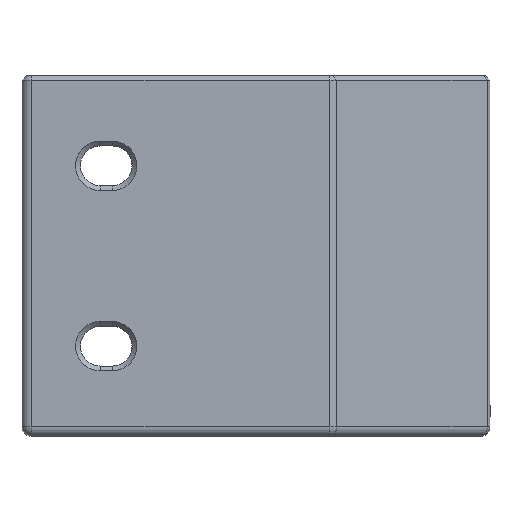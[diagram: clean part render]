
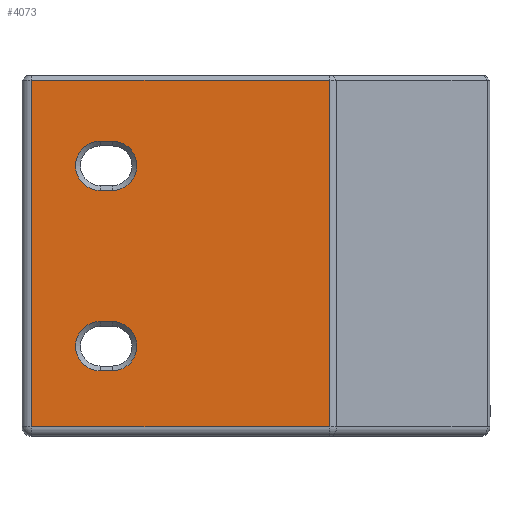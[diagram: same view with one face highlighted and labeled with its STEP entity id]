
A CAD part, left-side view. The second image highlights one B-rep face of the part: STEP entity #4073.
In plain terms, the highlighted planar face has unit normal (-1, 0, 0).
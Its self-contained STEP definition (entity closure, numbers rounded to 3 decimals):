
#46=FACE_BOUND('',#675,.T.);
#47=FACE_BOUND('',#676,.T.);
#205=CIRCLE('',#4426,2.05);
#207=CIRCLE('',#4430,2.05);
#210=CIRCLE('',#4437,2.05);
#211=CIRCLE('',#4438,2.05);
#425=FACE_OUTER_BOUND('',#674,.T.);
#674=EDGE_LOOP('',(#3274,#3275,#3276,#3277));
#675=EDGE_LOOP('',(#3278,#3279,#3280,#3281));
#676=EDGE_LOOP('',(#3282,#3283,#3284,#3285));
#1041=LINE('',#6539,#1471);
#1044=LINE('',#6548,#1474);
#1050=LINE('',#6563,#1480);
#1051=LINE('',#6565,#1481);
#1052=LINE('',#6567,#1482);
#1053=LINE('',#6568,#1483);
#1054=LINE('',#6573,#1484);
#1055=LINE('',#6576,#1485);
#1471=VECTOR('',#5294,10.);
#1474=VECTOR('',#5305,10.);
#1480=VECTOR('',#5319,10.);
#1481=VECTOR('',#5320,10.);
#1482=VECTOR('',#5321,10.);
#1483=VECTOR('',#5322,10.);
#1484=VECTOR('',#5325,10.);
#1485=VECTOR('',#5328,10.);
#1869=VERTEX_POINT('',#6528);
#1870=VERTEX_POINT('',#6530);
#1873=VERTEX_POINT('',#6537);
#1875=VERTEX_POINT('',#6543);
#1879=VERTEX_POINT('',#6561);
#1880=VERTEX_POINT('',#6562);
#1881=VERTEX_POINT('',#6564);
#1882=VERTEX_POINT('',#6566);
#1883=VERTEX_POINT('',#6569);
#1884=VERTEX_POINT('',#6570);
#1885=VERTEX_POINT('',#6572);
#1886=VERTEX_POINT('',#6574);
#2346=EDGE_CURVE('',#1869,#1870,#205,.T.);
#2350=EDGE_CURVE('',#1873,#1869,#1041,.T.);
#2353=EDGE_CURVE('',#1875,#1873,#207,.T.);
#2355=EDGE_CURVE('',#1870,#1875,#1044,.T.);
#2362=EDGE_CURVE('',#1879,#1880,#1050,.T.);
#2363=EDGE_CURVE('',#1881,#1879,#1051,.T.);
#2364=EDGE_CURVE('',#1882,#1881,#1052,.T.);
#2365=EDGE_CURVE('',#1880,#1882,#1053,.T.);
#2366=EDGE_CURVE('',#1883,#1884,#210,.T.);
#2367=EDGE_CURVE('',#1885,#1883,#1054,.T.);
#2368=EDGE_CURVE('',#1886,#1885,#211,.T.);
#2369=EDGE_CURVE('',#1884,#1886,#1055,.T.);
#3274=ORIENTED_EDGE('',*,*,#2362,.F.);
#3275=ORIENTED_EDGE('',*,*,#2363,.F.);
#3276=ORIENTED_EDGE('',*,*,#2364,.F.);
#3277=ORIENTED_EDGE('',*,*,#2365,.F.);
#3278=ORIENTED_EDGE('',*,*,#2366,.F.);
#3279=ORIENTED_EDGE('',*,*,#2367,.F.);
#3280=ORIENTED_EDGE('',*,*,#2368,.F.);
#3281=ORIENTED_EDGE('',*,*,#2369,.F.);
#3282=ORIENTED_EDGE('',*,*,#2346,.F.);
#3283=ORIENTED_EDGE('',*,*,#2350,.F.);
#3284=ORIENTED_EDGE('',*,*,#2353,.F.);
#3285=ORIENTED_EDGE('',*,*,#2355,.F.);
#3883=PLANE('',#4436);
#4073=ADVANCED_FACE('',(#425,#46,#47),#3883,.T.);
#4426=AXIS2_PLACEMENT_3D('',#6531,#5286,#5287);
#4430=AXIS2_PLACEMENT_3D('',#6545,#5299,#5300);
#4436=AXIS2_PLACEMENT_3D('',#6560,#5317,#5318);
#4437=AXIS2_PLACEMENT_3D('',#6571,#5323,#5324);
#4438=AXIS2_PLACEMENT_3D('',#6575,#5326,#5327);
#5286=DIRECTION('center_axis',(-1.,0.,0.));
#5287=DIRECTION('ref_axis',(0.,0.,-1.));
#5294=DIRECTION('',(0.,-1.,0.));
#5299=DIRECTION('center_axis',(-1.,0.,0.));
#5300=DIRECTION('ref_axis',(0.,0.,1.));
#5305=DIRECTION('',(0.,1.,0.));
#5317=DIRECTION('center_axis',(-1.,0.,0.));
#5318=DIRECTION('ref_axis',(0.,1.,0.));
#5319=DIRECTION('',(0.,-1.,0.));
#5320=DIRECTION('',(0.,0.,1.));
#5321=DIRECTION('',(0.,1.,0.));
#5322=DIRECTION('',(0.,0.,-1.));
#5323=DIRECTION('center_axis',(-1.,0.,0.));
#5324=DIRECTION('ref_axis',(0.,0.,-1.));
#5325=DIRECTION('',(0.,-1.,0.));
#5326=DIRECTION('center_axis',(-1.,0.,0.));
#5327=DIRECTION('ref_axis',(0.,0.,1.));
#5328=DIRECTION('',(0.,1.,0.));
#6528=CARTESIAN_POINT('',(-19.,21.4,-16.55));
#6530=CARTESIAN_POINT('',(-19.,21.4,-12.45));
#6531=CARTESIAN_POINT('Origin',(-19.,21.4,-14.5));
#6537=CARTESIAN_POINT('',(-19.,22.4,-16.55));
#6539=CARTESIAN_POINT('',(-19.,6.2,-16.55));
#6543=CARTESIAN_POINT('',(-19.,22.4,-12.45));
#6545=CARTESIAN_POINT('Origin',(-19.,22.4,-14.5));
#6548=CARTESIAN_POINT('',(-19.,5.7,-12.45));
#6560=CARTESIAN_POINT('Origin',(-19.,-10.,0.));
#6561=CARTESIAN_POINT('',(-19.,28.1,7.6));
#6562=CARTESIAN_POINT('',(-19.,3.331,7.6));
#6563=CARTESIAN_POINT('',(-19.,-6.125,7.6));
#6564=CARTESIAN_POINT('',(-19.,28.1,-21.2));
#6565=CARTESIAN_POINT('',(-19.,28.1,-11.));
#6566=CARTESIAN_POINT('',(-19.,3.331,-21.2));
#6567=CARTESIAN_POINT('',(-19.,-2.25,-21.2));
#6568=CARTESIAN_POINT('',(-19.,3.331,0.));
#6569=CARTESIAN_POINT('',(-19.,21.4,-1.55));
#6570=CARTESIAN_POINT('',(-19.,21.4,2.55));
#6571=CARTESIAN_POINT('Origin',(-19.,21.4,0.5));
#6572=CARTESIAN_POINT('',(-19.,22.4,-1.55));
#6573=CARTESIAN_POINT('',(-19.,6.2,-1.55));
#6574=CARTESIAN_POINT('',(-19.,22.4,2.55));
#6575=CARTESIAN_POINT('Origin',(-19.,22.4,0.5));
#6576=CARTESIAN_POINT('',(-19.,5.7,2.55));
